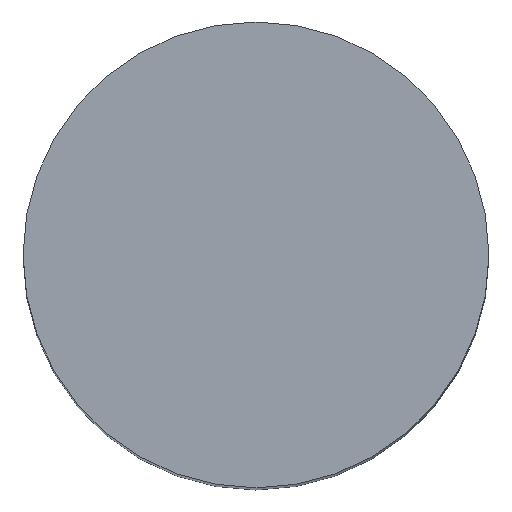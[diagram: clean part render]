
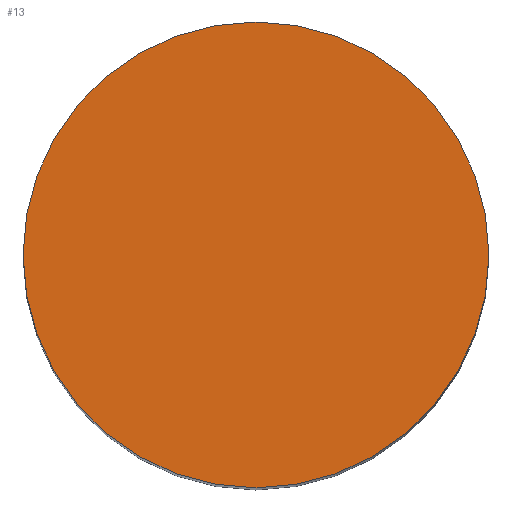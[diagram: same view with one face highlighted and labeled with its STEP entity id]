
A CAD part, top view. The second image highlights one B-rep face of the part: STEP entity #13.
In plain terms, the highlighted planar face has unit normal (0, 0, 1).
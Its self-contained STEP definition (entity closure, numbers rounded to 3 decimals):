
#13 = ADVANCED_FACE ( 'NONE', ( #372 ), #733, .T. ) ;
#19 = DIRECTION ( 'NONE',  ( 0., 0., 1. ) ) ;
#38 = EDGE_CURVE ( 'NONE', #111, #307, #481, .T. ) ;
#57 = CARTESIAN_POINT ( 'NONE',  ( 0., 91.5, 94.5 ) ) ;
#75 = DIRECTION ( 'NONE',  ( 1., 0., 0. ) ) ;
#111 = VERTEX_POINT ( 'NONE', #327 ) ;
#143 = CARTESIAN_POINT ( 'NONE',  ( 17.5, 91.5, 94.5 ) ) ;
#161 = ORIENTED_EDGE ( 'NONE', *, *, #251, .T. ) ;
#170 = AXIS2_PLACEMENT_3D ( 'NONE', #57, #356, #652 ) ;
#251 = EDGE_CURVE ( 'NONE', #307, #111, #500, .T. ) ;
#260 = AXIS2_PLACEMENT_3D ( 'NONE', #609, #19, #671 ) ;
#303 = EDGE_LOOP ( 'NONE', ( #656, #161 ) ) ;
#307 = VERTEX_POINT ( 'NONE', #143 ) ;
#327 = CARTESIAN_POINT ( 'NONE',  ( -17.5, 91.5, 94.5 ) ) ;
#356 = DIRECTION ( 'NONE',  ( 0., 0., 1. ) ) ;
#360 = AXIS2_PLACEMENT_3D ( 'NONE', #490, #376, #75 ) ;
#372 = FACE_OUTER_BOUND ( 'NONE', #303, .T. ) ;
#376 = DIRECTION ( 'NONE',  ( 0., 0., 1. ) ) ;
#481 = CIRCLE ( 'NONE', #360, 17.5 ) ;
#490 = CARTESIAN_POINT ( 'NONE',  ( 0., 91.5, 94.5 ) ) ;
#500 = CIRCLE ( 'NONE', #170, 17.5 ) ;
#609 = CARTESIAN_POINT ( 'NONE',  ( 0., 0., 94.5 ) ) ;
#652 = DIRECTION ( 'NONE',  ( 1., 0., 0. ) ) ;
#656 = ORIENTED_EDGE ( 'NONE', *, *, #38, .T. ) ;
#671 = DIRECTION ( 'NONE',  ( 1., 0., 0. ) ) ;
#733 = PLANE ( 'NONE',  #260 ) ;
